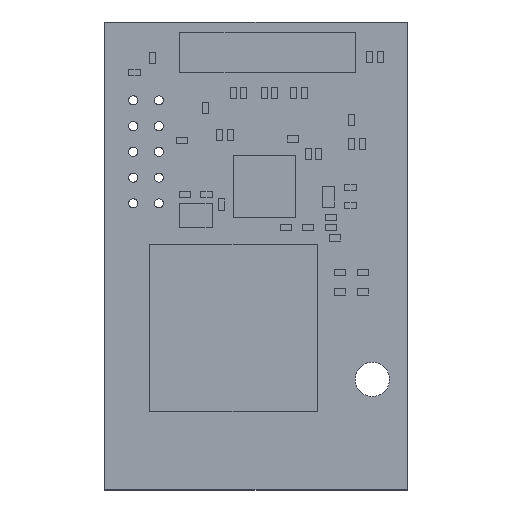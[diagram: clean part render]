
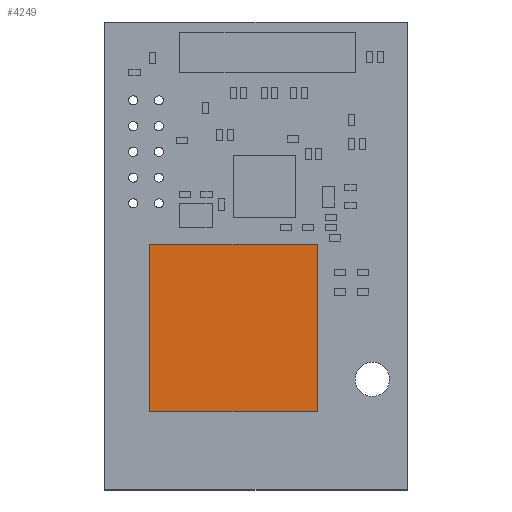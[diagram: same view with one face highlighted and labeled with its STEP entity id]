
A CAD part, top view. The second image highlights one B-rep face of the part: STEP entity #4249.
In plain terms, the highlighted planar face has unit normal (0, 0, 1).
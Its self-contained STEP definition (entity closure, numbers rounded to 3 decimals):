
#3935 = VERTEX_POINT('',#3936);
#3936 = CARTESIAN_POINT('',(-8.25,8.25,3.8));
#3943 = PLANE('',#3944);
#3944 = AXIS2_PLACEMENT_3D('',#3945,#3946,#3947);
#3945 = CARTESIAN_POINT('',(-8.25,8.25,0.));
#3946 = DIRECTION('',(0.,1.,0.));
#3947 = DIRECTION('',(1.,0.,0.));
#3955 = PLANE('',#3956);
#3956 = AXIS2_PLACEMENT_3D('',#3957,#3958,#3959);
#3957 = CARTESIAN_POINT('',(-8.25,-8.25,0.));
#3958 = DIRECTION('',(-1.,0.,0.));
#3959 = DIRECTION('',(0.,1.,0.));
#3967 = EDGE_CURVE('',#3935,#3968,#3970,.T.);
#3968 = VERTEX_POINT('',#3969);
#3969 = CARTESIAN_POINT('',(8.25,8.25,3.8));
#3970 = SURFACE_CURVE('',#3971,(#3975,#3982),.PCURVE_S1.);
#3971 = LINE('',#3972,#3973);
#3972 = CARTESIAN_POINT('',(-8.25,8.25,3.8));
#3973 = VECTOR('',#3974,1.);
#3974 = DIRECTION('',(1.,0.,0.));
#3975 = PCURVE('',#3943,#3976);
#3976 = DEFINITIONAL_REPRESENTATION('',(#3977),#3981);
#3977 = LINE('',#3978,#3979);
#3978 = CARTESIAN_POINT('',(0.,-3.8));
#3979 = VECTOR('',#3980,1.);
#3980 = DIRECTION('',(1.,0.));
#3981 = ( GEOMETRIC_REPRESENTATION_CONTEXT(2) 
PARAMETRIC_REPRESENTATION_CONTEXT() REPRESENTATION_CONTEXT('2D SPACE',''
  ) );
#3982 = PCURVE('',#3983,#3988);
#3983 = PLANE('',#3984);
#3984 = AXIS2_PLACEMENT_3D('',#3985,#3986,#3987);
#3985 = CARTESIAN_POINT('',(-8.25,8.25,3.8));
#3986 = DIRECTION('',(0.,0.,1.));
#3987 = DIRECTION('',(1.,0.,0.));
#3988 = DEFINITIONAL_REPRESENTATION('',(#3989),#3993);
#3989 = LINE('',#3990,#3991);
#3990 = CARTESIAN_POINT('',(0.,0.));
#3991 = VECTOR('',#3992,1.);
#3992 = DIRECTION('',(1.,0.));
#3993 = ( GEOMETRIC_REPRESENTATION_CONTEXT(2) 
PARAMETRIC_REPRESENTATION_CONTEXT() REPRESENTATION_CONTEXT('2D SPACE',''
  ) );
#4011 = PLANE('',#4012);
#4012 = AXIS2_PLACEMENT_3D('',#4013,#4014,#4015);
#4013 = CARTESIAN_POINT('',(8.25,8.25,0.));
#4014 = DIRECTION('',(1.,0.,0.));
#4015 = DIRECTION('',(0.,-1.,0.));
#4053 = EDGE_CURVE('',#3968,#4054,#4056,.T.);
#4054 = VERTEX_POINT('',#4055);
#4055 = CARTESIAN_POINT('',(8.25,-8.25,3.8));
#4056 = SURFACE_CURVE('',#4057,(#4061,#4068),.PCURVE_S1.);
#4057 = LINE('',#4058,#4059);
#4058 = CARTESIAN_POINT('',(8.25,8.25,3.8));
#4059 = VECTOR('',#4060,1.);
#4060 = DIRECTION('',(0.,-1.,0.));
#4061 = PCURVE('',#4011,#4062);
#4062 = DEFINITIONAL_REPRESENTATION('',(#4063),#4067);
#4063 = LINE('',#4064,#4065);
#4064 = CARTESIAN_POINT('',(0.,-3.8));
#4065 = VECTOR('',#4066,1.);
#4066 = DIRECTION('',(1.,0.));
#4067 = ( GEOMETRIC_REPRESENTATION_CONTEXT(2) 
PARAMETRIC_REPRESENTATION_CONTEXT() REPRESENTATION_CONTEXT('2D SPACE',''
  ) );
#4068 = PCURVE('',#3983,#4069);
#4069 = DEFINITIONAL_REPRESENTATION('',(#4070),#4074);
#4070 = LINE('',#4071,#4072);
#4071 = CARTESIAN_POINT('',(16.5,0.));
#4072 = VECTOR('',#4073,1.);
#4073 = DIRECTION('',(0.,-1.));
#4074 = ( GEOMETRIC_REPRESENTATION_CONTEXT(2) 
PARAMETRIC_REPRESENTATION_CONTEXT() REPRESENTATION_CONTEXT('2D SPACE',''
  ) );
#4092 = PLANE('',#4093);
#4093 = AXIS2_PLACEMENT_3D('',#4094,#4095,#4096);
#4094 = CARTESIAN_POINT('',(8.25,-8.25,0.));
#4095 = DIRECTION('',(0.,-1.,0.));
#4096 = DIRECTION('',(-1.,0.,0.));
#4129 = EDGE_CURVE('',#4054,#4130,#4132,.T.);
#4130 = VERTEX_POINT('',#4131);
#4131 = CARTESIAN_POINT('',(-8.25,-8.25,3.8));
#4132 = SURFACE_CURVE('',#4133,(#4137,#4144),.PCURVE_S1.);
#4133 = LINE('',#4134,#4135);
#4134 = CARTESIAN_POINT('',(8.25,-8.25,3.8));
#4135 = VECTOR('',#4136,1.);
#4136 = DIRECTION('',(-1.,0.,0.));
#4137 = PCURVE('',#4092,#4138);
#4138 = DEFINITIONAL_REPRESENTATION('',(#4139),#4143);
#4139 = LINE('',#4140,#4141);
#4140 = CARTESIAN_POINT('',(0.,-3.8));
#4141 = VECTOR('',#4142,1.);
#4142 = DIRECTION('',(1.,0.));
#4143 = ( GEOMETRIC_REPRESENTATION_CONTEXT(2) 
PARAMETRIC_REPRESENTATION_CONTEXT() REPRESENTATION_CONTEXT('2D SPACE',''
  ) );
#4144 = PCURVE('',#3983,#4145);
#4145 = DEFINITIONAL_REPRESENTATION('',(#4146),#4150);
#4146 = LINE('',#4147,#4148);
#4147 = CARTESIAN_POINT('',(16.5,-16.5));
#4148 = VECTOR('',#4149,1.);
#4149 = DIRECTION('',(-1.,0.));
#4150 = ( GEOMETRIC_REPRESENTATION_CONTEXT(2) 
PARAMETRIC_REPRESENTATION_CONTEXT() REPRESENTATION_CONTEXT('2D SPACE',''
  ) );
#4200 = EDGE_CURVE('',#4130,#3935,#4201,.T.);
#4201 = SURFACE_CURVE('',#4202,(#4206,#4213),.PCURVE_S1.);
#4202 = LINE('',#4203,#4204);
#4203 = CARTESIAN_POINT('',(-8.25,-8.25,3.8));
#4204 = VECTOR('',#4205,1.);
#4205 = DIRECTION('',(0.,1.,0.));
#4206 = PCURVE('',#3955,#4207);
#4207 = DEFINITIONAL_REPRESENTATION('',(#4208),#4212);
#4208 = LINE('',#4209,#4210);
#4209 = CARTESIAN_POINT('',(0.,-3.8));
#4210 = VECTOR('',#4211,1.);
#4211 = DIRECTION('',(1.,0.));
#4212 = ( GEOMETRIC_REPRESENTATION_CONTEXT(2) 
PARAMETRIC_REPRESENTATION_CONTEXT() REPRESENTATION_CONTEXT('2D SPACE',''
  ) );
#4213 = PCURVE('',#3983,#4214);
#4214 = DEFINITIONAL_REPRESENTATION('',(#4215),#4219);
#4215 = LINE('',#4216,#4217);
#4216 = CARTESIAN_POINT('',(0.,-16.5));
#4217 = VECTOR('',#4218,1.);
#4218 = DIRECTION('',(0.,1.));
#4219 = ( GEOMETRIC_REPRESENTATION_CONTEXT(2) 
PARAMETRIC_REPRESENTATION_CONTEXT() REPRESENTATION_CONTEXT('2D SPACE',''
  ) );
#4249 = ADVANCED_FACE('',(#4250),#3983,.T.);
#4250 = FACE_BOUND('',#4251,.F.);
#4251 = EDGE_LOOP('',(#4252,#4253,#4254,#4255));
#4252 = ORIENTED_EDGE('',*,*,#3967,.T.);
#4253 = ORIENTED_EDGE('',*,*,#4053,.T.);
#4254 = ORIENTED_EDGE('',*,*,#4129,.T.);
#4255 = ORIENTED_EDGE('',*,*,#4200,.T.);
